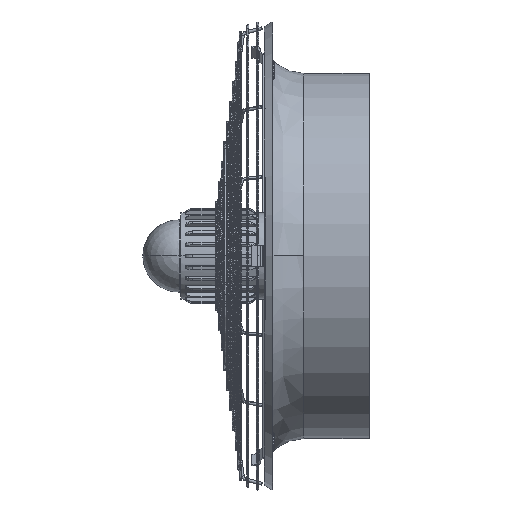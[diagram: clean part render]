
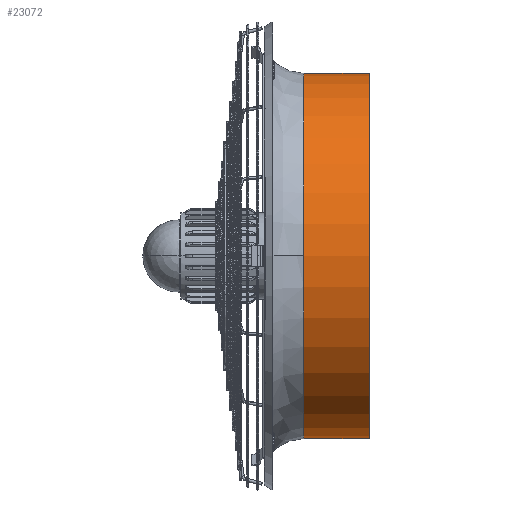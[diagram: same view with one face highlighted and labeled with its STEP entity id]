
A CAD part, top view. The second image highlights one B-rep face of the part: STEP entity #23072.
In plain terms, the highlighted cylindrical face has radius 207 mm (diameter 414 mm), a partial arc.
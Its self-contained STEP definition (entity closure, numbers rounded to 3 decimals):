
#114 = EDGE_CURVE ( 'NONE', #4999, #12167, #14994, .T. ) ;
#212 = CARTESIAN_POINT ( 'NONE',  ( 97.6, -85.561, 0. ) ) ;
#475 = EDGE_CURVE ( 'NONE', #645, #37892, #910, .T. ) ;
#533 = AXIS2_PLACEMENT_3D ( 'NONE', #7117, #13483, #22463 ) ;
#645 = VERTEX_POINT ( 'NONE', #29213 ) ;
#659 = VECTOR ( 'NONE', #23318, 1000. ) ;
#910 = CIRCLE ( 'NONE', #533, 207. ) ;
#1074 = DIRECTION ( 'NONE',  ( 1., 0., 0. ) ) ;
#1643 = LINE ( 'NONE', #29820, #659 ) ;
#1805 = CARTESIAN_POINT ( 'NONE',  ( 134.6, 121.439, 0. ) ) ;
#1966 = LINE ( 'NONE', #16676, #34046 ) ;
#2335 = CARTESIAN_POINT ( 'NONE',  ( 60.6, 121.439, 0. ) ) ;
#2626 = AXIS2_PLACEMENT_3D ( 'NONE', #14439, #36195, #35804 ) ;
#3672 = ORIENTED_EDGE ( 'NONE', *, *, #12195, .T. ) ;
#4999 = VERTEX_POINT ( 'NONE', #14268 ) ;
#7117 = CARTESIAN_POINT ( 'NONE',  ( 134.6, -85.561, 0. ) ) ;
#8132 = ORIENTED_EDGE ( 'NONE', *, *, #27687, .F. ) ;
#8868 = ORIENTED_EDGE ( 'NONE', *, *, #10726, .T. ) ;
#10410 = CYLINDRICAL_SURFACE ( 'NONE', #15671, 207. ) ;
#10726 = EDGE_CURVE ( 'NONE', #25002, #4999, #38770, .T. ) ;
#11271 = EDGE_LOOP ( 'NONE', ( #8132, #8868, #33802, #3672, #33985 ) ) ;
#11341 = CARTESIAN_POINT ( 'NONE',  ( 60.6, -292.561, 0. ) ) ;
#12167 = VERTEX_POINT ( 'NONE', #11341 ) ;
#12195 = EDGE_CURVE ( 'NONE', #12167, #645, #1643, .T. ) ;
#13483 = DIRECTION ( 'NONE',  ( -1., 0., 0. ) ) ;
#14268 = CARTESIAN_POINT ( 'NONE',  ( 60.6, -85.561, 207. ) ) ;
#14416 = DIRECTION ( 'NONE',  ( 0., -1., 0. ) ) ;
#14439 = CARTESIAN_POINT ( 'NONE',  ( 60.6, -85.561, 0. ) ) ;
#14994 = CIRCLE ( 'NONE', #2626, 207. ) ;
#15552 = DIRECTION ( 'NONE',  ( 1., 0., 0. ) ) ;
#15671 = AXIS2_PLACEMENT_3D ( 'NONE', #212, #15552, #15814 ) ;
#15814 = DIRECTION ( 'NONE',  ( 0., -1., 0. ) ) ;
#16676 = CARTESIAN_POINT ( 'NONE',  ( 97.6, 121.439, 0. ) ) ;
#20411 = CARTESIAN_POINT ( 'NONE',  ( 60.6, -85.561, 0. ) ) ;
#22463 = DIRECTION ( 'NONE',  ( 0., -1., 0. ) ) ;
#23072 = ADVANCED_FACE ( 'NONE', ( #26475 ), #10410, .T. ) ;
#23318 = DIRECTION ( 'NONE',  ( 1., 0., 0. ) ) ;
#23522 = DIRECTION ( 'NONE',  ( 1., 0., 0. ) ) ;
#25002 = VERTEX_POINT ( 'NONE', #2335 ) ;
#26475 = FACE_OUTER_BOUND ( 'NONE', #11271, .T. ) ;
#27687 = EDGE_CURVE ( 'NONE', #25002, #37892, #1966, .T. ) ;
#29213 = CARTESIAN_POINT ( 'NONE',  ( 134.6, -292.561, 0. ) ) ;
#29820 = CARTESIAN_POINT ( 'NONE',  ( 97.6, -292.561, 0. ) ) ;
#33138 = AXIS2_PLACEMENT_3D ( 'NONE', #20411, #23522, #14416 ) ;
#33802 = ORIENTED_EDGE ( 'NONE', *, *, #114, .T. ) ;
#33985 = ORIENTED_EDGE ( 'NONE', *, *, #475, .T. ) ;
#34046 = VECTOR ( 'NONE', #1074, 1000. ) ;
#35804 = DIRECTION ( 'NONE',  ( 0., -1., 0. ) ) ;
#36195 = DIRECTION ( 'NONE',  ( 1., 0., 0. ) ) ;
#37892 = VERTEX_POINT ( 'NONE', #1805 ) ;
#38770 = CIRCLE ( 'NONE', #33138, 207. ) ;
